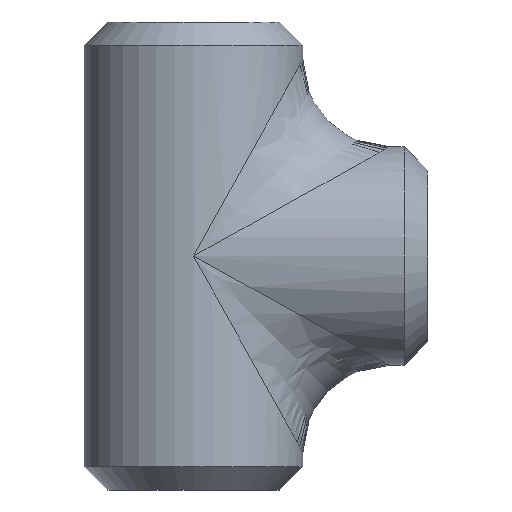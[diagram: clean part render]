
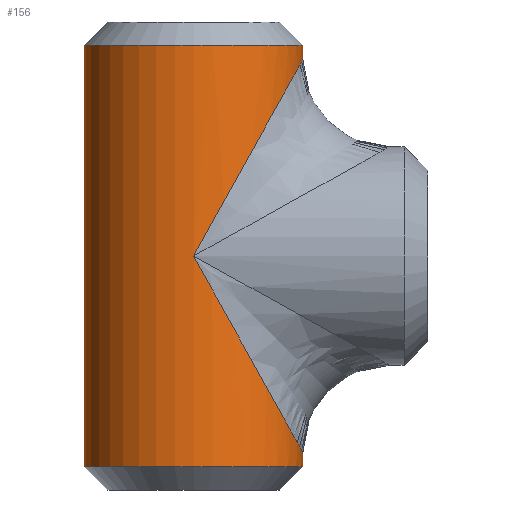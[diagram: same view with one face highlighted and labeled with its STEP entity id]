
A CAD part, front view. The second image highlights one B-rep face of the part: STEP entity #156.
In plain terms, the highlighted cylindrical face has radius 13.35 mm (diameter 26.7 mm), a partial arc.
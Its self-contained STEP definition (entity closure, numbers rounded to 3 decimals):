
#4 = ORIENTED_EDGE ( 'NONE', *, *, #40, .T. ) ;
#9 = DIRECTION ( 'NONE',  ( 1., 0., 0. ) ) ;
#21 = CARTESIAN_POINT ( 'NONE',  ( 0., 0., -25.74 ) ) ;
#40 = EDGE_CURVE ( 'NONE', #471, #200, #217, .T. ) ;
#87 = VECTOR ( 'NONE', #434, 1000. ) ;
#97 = EDGE_CURVE ( 'NONE', #200, #980, #1036, .T. ) ;
#106 = CARTESIAN_POINT ( 'NONE',  ( 0., -13.35, 0. ) ) ;
#120 = CARTESIAN_POINT ( 'NONE',  ( 13.35, 0., 24.03 ) ) ;
#156 = ADVANCED_FACE ( 'NONE', ( #777 ), #315, .T. ) ;
#200 = VERTEX_POINT ( 'NONE', #792 ) ;
#217 =( BOUNDED_CURVE ( )  B_SPLINE_CURVE ( 3, ( #890, #422, #498, #1206 ),
 .UNSPECIFIED., .F., .T. ) 
 B_SPLINE_CURVE_WITH_KNOTS ( ( 4, 4 ),
 ( 3.142, 4.712 ),
 .UNSPECIFIED. ) 
 CURVE ( )  GEOMETRIC_REPRESENTATION_ITEM ( )  RATIONAL_B_SPLINE_CURVE ( ( 1., 0.805, 0.805, 1. ) ) 
 REPRESENTATION_ITEM ( '' )  );
#241 = CARTESIAN_POINT ( 'NONE',  ( 13.35, 0., 28.6 ) ) ;
#258 = VECTOR ( 'NONE', #504, 1000. ) ;
#300 = DIRECTION ( 'NONE',  ( 0., 0., 1. ) ) ;
#306 = DIRECTION ( 'NONE',  ( 1., 0., 0. ) ) ;
#315 = CYLINDRICAL_SURFACE ( 'NONE', #788, 13.35 ) ;
#319 = ORIENTED_EDGE ( 'NONE', *, *, #97, .T. ) ;
#322 = CARTESIAN_POINT ( 'NONE',  ( 0., 0., 25.74 ) ) ;
#343 = CARTESIAN_POINT ( 'NONE',  ( 13.35, 0., 25.74 ) ) ;
#380 = EDGE_CURVE ( 'NONE', #787, #980, #597, .T. ) ;
#392 = EDGE_CURVE ( 'NONE', #787, #593, #929, .T. ) ;
#422 = CARTESIAN_POINT ( 'NONE',  ( 13.35, -7.82, -24.03 ) ) ;
#428 = CARTESIAN_POINT ( 'NONE',  ( 0., 0., 28.6 ) ) ;
#434 = DIRECTION ( 'NONE',  ( 0., 0., -1. ) ) ;
#443 = LINE ( 'NONE', #241, #87 ) ;
#452 = EDGE_CURVE ( 'NONE', #593, #1164, #999, .T. ) ;
#471 = VERTEX_POINT ( 'NONE', #575 ) ;
#493 = CARTESIAN_POINT ( 'NONE',  ( -13.35, 0., -25.74 ) ) ;
#498 = CARTESIAN_POINT ( 'NONE',  ( 7.82, -13.35, -14.076 ) ) ;
#501 = VERTEX_POINT ( 'NONE', #517 ) ;
#504 = DIRECTION ( 'NONE',  ( 0., 0., -1. ) ) ;
#514 = CIRCLE ( 'NONE', #876, 13.35 ) ;
#517 = CARTESIAN_POINT ( 'NONE',  ( 13.35, 0., -25.74 ) ) ;
#559 = ORIENTED_EDGE ( 'NONE', *, *, #392, .T. ) ;
#575 = CARTESIAN_POINT ( 'NONE',  ( 13.35, 0., -24.03 ) ) ;
#583 = DIRECTION ( 'NONE',  ( 0., 0., -1. ) ) ;
#593 = VERTEX_POINT ( 'NONE', #808 ) ;
#597 = LINE ( 'NONE', #1199, #768 ) ;
#603 = DIRECTION ( 'NONE',  ( 0., 0., -1. ) ) ;
#681 = ORIENTED_EDGE ( 'NONE', *, *, #452, .T. ) ;
#697 = CARTESIAN_POINT ( 'NONE',  ( 13.35, 0., 24.03 ) ) ;
#708 = CARTESIAN_POINT ( 'NONE',  ( 7.82, -13.35, 14.076 ) ) ;
#768 = VECTOR ( 'NONE', #583, 1000. ) ;
#777 = FACE_OUTER_BOUND ( 'NONE', #1066, .T. ) ;
#786 = EDGE_CURVE ( 'NONE', #471, #501, #443, .T. ) ;
#787 = VERTEX_POINT ( 'NONE', #343 ) ;
#788 = AXIS2_PLACEMENT_3D ( 'NONE', #428, #603, #806 ) ;
#792 = CARTESIAN_POINT ( 'NONE',  ( 0., -13.35, 0. ) ) ;
#806 = DIRECTION ( 'NONE',  ( -1., 0., 0. ) ) ;
#808 = CARTESIAN_POINT ( 'NONE',  ( -13.35, 0., 25.74 ) ) ;
#843 = ORIENTED_EDGE ( 'NONE', *, *, #786, .F. ) ;
#876 = AXIS2_PLACEMENT_3D ( 'NONE', #21, #300, #306 ) ;
#890 = CARTESIAN_POINT ( 'NONE',  ( 13.35, 0., -24.03 ) ) ;
#891 = DIRECTION ( 'NONE',  ( 0., 0., -1. ) ) ;
#908 = ORIENTED_EDGE ( 'NONE', *, *, #380, .F. ) ;
#918 = EDGE_CURVE ( 'NONE', #1164, #501, #514, .T. ) ;
#929 = CIRCLE ( 'NONE', #1044, 13.35 ) ;
#975 = CARTESIAN_POINT ( 'NONE',  ( -13.35, 0., 28.6 ) ) ;
#980 = VERTEX_POINT ( 'NONE', #697 ) ;
#999 = LINE ( 'NONE', #975, #258 ) ;
#1036 =( BOUNDED_CURVE ( )  B_SPLINE_CURVE ( 3, ( #106, #708, #1106, #120 ),
 .UNSPECIFIED., .F., .T. ) 
 B_SPLINE_CURVE_WITH_KNOTS ( ( 4, 4 ),
 ( 1.571, 3.142 ),
 .UNSPECIFIED. ) 
 CURVE ( )  GEOMETRIC_REPRESENTATION_ITEM ( )  RATIONAL_B_SPLINE_CURVE ( ( 1., 0.805, 0.805, 1. ) ) 
 REPRESENTATION_ITEM ( '' )  );
#1044 = AXIS2_PLACEMENT_3D ( 'NONE', #322, #891, #9 ) ;
#1066 = EDGE_LOOP ( 'NONE', ( #908, #559, #681, #1251, #843, #4, #319 ) ) ;
#1106 = CARTESIAN_POINT ( 'NONE',  ( 13.35, -7.82, 24.03 ) ) ;
#1164 = VERTEX_POINT ( 'NONE', #493 ) ;
#1199 = CARTESIAN_POINT ( 'NONE',  ( 13.35, 0., 28.6 ) ) ;
#1206 = CARTESIAN_POINT ( 'NONE',  ( 0., -13.35, 0. ) ) ;
#1251 = ORIENTED_EDGE ( 'NONE', *, *, #918, .T. ) ;
